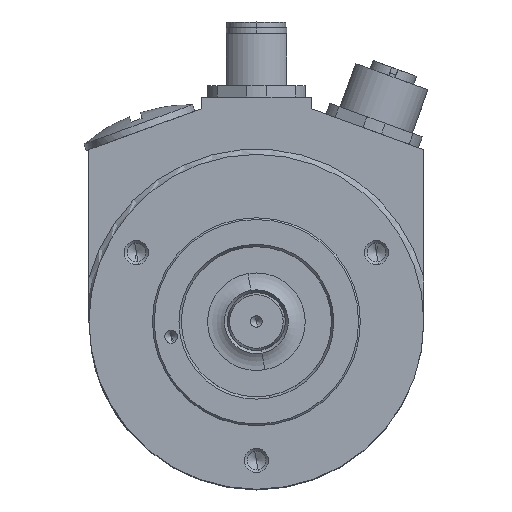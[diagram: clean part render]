
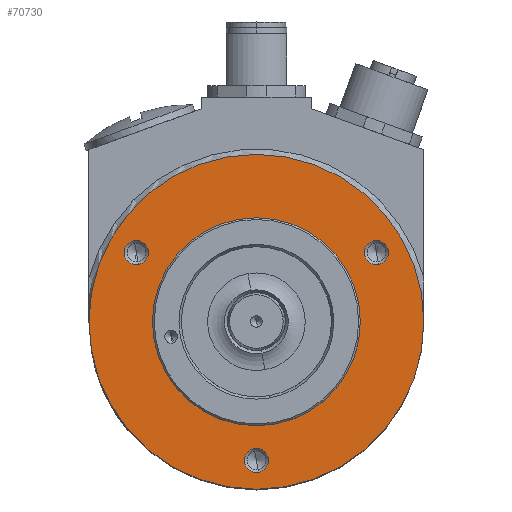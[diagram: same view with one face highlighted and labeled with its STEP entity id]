
A CAD part, top view. The second image highlights one B-rep face of the part: STEP entity #70730.
In plain terms, the highlighted planar face has unit normal (0, 0, 1).
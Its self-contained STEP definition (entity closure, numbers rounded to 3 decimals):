
#3813=CARTESIAN_POINT('',(0.,0.,0.));
#3814=DIRECTION('',(0.,0.,1.));
#3815=DIRECTION('',(0.174,-0.985,0.));
#3816=AXIS2_PLACEMENT_3D('',#3813,#3814,#3815);
#3827=CARTESIAN_POINT('',(0.,0.,0.));
#3828=DIRECTION('',(0.,0.,1.));
#3829=DIRECTION('',(0.,-1.,0.));
#3830=AXIS2_PLACEMENT_3D('',#3827,#3828,#3829);
#3832=CARTESIAN_POINT('',(0.,0.,0.));
#3833=DIRECTION('',(0.,0.,-1.));
#3834=DIRECTION('',(0.,-1.,0.));
#3835=AXIS2_PLACEMENT_3D('',#3832,#3833,#3834);
#3837=CARTESIAN_POINT('',(0.,-24.,0.));
#3838=DIRECTION('',(0.,0.,1.));
#3839=DIRECTION('',(0.174,-0.985,0.));
#3840=AXIS2_PLACEMENT_3D('',#3837,#3838,#3839);
#3842=CARTESIAN_POINT('',(0.,-24.,0.));
#3843=DIRECTION('',(0.,0.,1.));
#3844=DIRECTION('',(-0.174,0.985,0.));
#3845=AXIS2_PLACEMENT_3D('',#3842,#3843,#3844);
#3847=CARTESIAN_POINT('',(20.785,12.,0.));
#3848=DIRECTION('',(0.,0.,1.));
#3849=DIRECTION('',(0.174,-0.985,0.));
#3850=AXIS2_PLACEMENT_3D('',#3847,#3848,#3849);
#3852=CARTESIAN_POINT('',(20.785,12.,0.));
#3853=DIRECTION('',(0.,0.,1.));
#3854=DIRECTION('',(-0.174,0.985,0.));
#3855=AXIS2_PLACEMENT_3D('',#3852,#3853,#3854);
#3857=CARTESIAN_POINT('',(-20.785,12.,0.));
#3858=DIRECTION('',(0.,0.,1.));
#3859=DIRECTION('',(0.174,-0.985,0.));
#3860=AXIS2_PLACEMENT_3D('',#3857,#3858,#3859);
#3862=CARTESIAN_POINT('',(-20.785,12.,0.));
#3863=DIRECTION('',(0.,0.,1.));
#3864=DIRECTION('',(-0.174,0.985,0.));
#3865=AXIS2_PLACEMENT_3D('',#3862,#3863,#3864);
#3867=CARTESIAN_POINT('',(0.,0.,0.));
#3868=DIRECTION('',(0.,0.,1.));
#3869=DIRECTION('',(-0.174,0.985,0.));
#3870=AXIS2_PLACEMENT_3D('',#3867,#3868,#3869);
#54477=CARTESIAN_POINT('',(0.,-18.,0.));
#54478=CARTESIAN_POINT('',(0.,18.,0.));
#54479=VERTEX_POINT('',#54477);
#54480=VERTEX_POINT('',#54478);
#54481=CARTESIAN_POINT('',(5.036,-28.559,
0.));
#54482=CARTESIAN_POINT('',(-5.036,28.559,
0.));
#54483=VERTEX_POINT('',#54481);
#54484=VERTEX_POINT('',#54482);
#54501=CARTESIAN_POINT('',(0.365,-26.068,0.));
#54502=CARTESIAN_POINT('',(-0.365,-21.932,0.));
#54503=VERTEX_POINT('',#54501);
#54504=VERTEX_POINT('',#54502);
#54515=CARTESIAN_POINT('',(21.149,9.932,0.));
#54516=CARTESIAN_POINT('',(20.42,14.068,0.));
#54517=VERTEX_POINT('',#54515);
#54518=VERTEX_POINT('',#54516);
#54529=CARTESIAN_POINT('',(-20.42,9.932,0.));
#54530=CARTESIAN_POINT('',(-21.149,14.068,0.));
#54531=VERTEX_POINT('',#54529);
#54532=VERTEX_POINT('',#54530);
#70696=CARTESIAN_POINT('',(0.,0.,0.));
#70697=DIRECTION('',(0.,0.,1.));
#70698=DIRECTION('',(0.,-1.,0.));
#70699=AXIS2_PLACEMENT_3D('',#70696,#70697,#70698);
#70700=PLANE('',#70699);
#70701=ORIENTED_EDGE('',*,*,#70686,.F.);
#70703=ORIENTED_EDGE('',*,*,#70702,.F.);
#70704=EDGE_LOOP('',(#70701,#70703));
#70705=FACE_OUTER_BOUND('',#70704,.F.);
#70707=ORIENTED_EDGE('',*,*,#70706,.T.);
#70709=ORIENTED_EDGE('',*,*,#70708,.F.);
#70710=EDGE_LOOP('',(#70707,#70709));
#70711=FACE_BOUND('',#70710,.F.);
#70713=ORIENTED_EDGE('',*,*,#70712,.T.);
#70715=ORIENTED_EDGE('',*,*,#70714,.T.);
#70716=EDGE_LOOP('',(#70713,#70715));
#70717=FACE_BOUND('',#70716,.F.);
#70719=ORIENTED_EDGE('',*,*,#70718,.T.);
#70721=ORIENTED_EDGE('',*,*,#70720,.T.);
#70722=EDGE_LOOP('',(#70719,#70721));
#70723=FACE_BOUND('',#70722,.F.);
#70725=ORIENTED_EDGE('',*,*,#70724,.T.);
#70727=ORIENTED_EDGE('',*,*,#70726,.T.);
#70728=EDGE_LOOP('',(#70725,#70727));
#70729=FACE_BOUND('',#70728,.F.);
#3817=CIRCLE('',#3816,29.);
#3831=CIRCLE('',#3830,18.);
#3836=CIRCLE('',#3835,18.);
#3841=CIRCLE('',#3840,2.1);
#3846=CIRCLE('',#3845,2.1);
#3851=CIRCLE('',#3850,2.1);
#3856=CIRCLE('',#3855,2.1);
#3861=CIRCLE('',#3860,2.1);
#3866=CIRCLE('',#3865,2.1);
#3871=CIRCLE('',#3870,29.);
#70686=EDGE_CURVE('',#54483,#54484,#3817,.T.);
#70702=EDGE_CURVE('',#54484,#54483,#3871,.T.);
#70706=EDGE_CURVE('',#54479,#54480,#3831,.T.);
#70708=EDGE_CURVE('',#54479,#54480,#3836,.T.);
#70712=EDGE_CURVE('',#54503,#54504,#3841,.T.);
#70714=EDGE_CURVE('',#54504,#54503,#3846,.T.);
#70718=EDGE_CURVE('',#54517,#54518,#3851,.T.);
#70720=EDGE_CURVE('',#54518,#54517,#3856,.T.);
#70724=EDGE_CURVE('',#54531,#54532,#3861,.T.);
#70726=EDGE_CURVE('',#54532,#54531,#3866,.T.);
#70730=ADVANCED_FACE('',(#70705,#70711,#70717,#70723,#70729),#70700,.T.);
